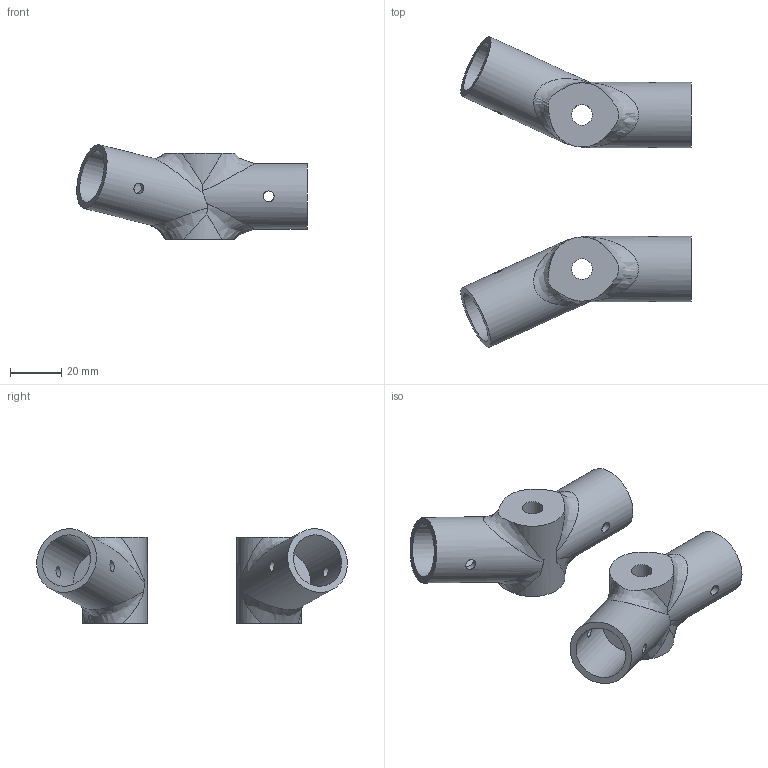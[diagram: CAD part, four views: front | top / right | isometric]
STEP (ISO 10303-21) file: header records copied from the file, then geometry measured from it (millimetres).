
FILE_DESCRIPTION(/* description */ (''),/* implementation_level */ '2;1');
FILE_NAME(/* name */ 'Back Articulation Ext v10.stp',/* time_stamp */ '2020-12-05T18:15:55+01:00',/* author */ (''),/* organization */ (''),/* preprocessor_version */ 'ST-DEVELOPER v18.1',/* originating_system */ 'Autodesk Translation Framework v9.3.0.1241',/* authorisation */ '');
FILE_SCHEMA (('AUTOMOTIVE_DESIGN { 1 0 10303 214 3 1 1 }'));
Length unit declared in the file: millimetre
Products named in the file (3): Back Articulation Ext; Articul back 2 - LEFT; Articul back 2 - RIGHT
Assembly tree (2 placements, depth 2):
  Back Articulation Ext
    Articul back 2 - LEFT
    Articul back 2 - RIGHT
Bounding box: 89.68 x 120.9 x 36.88 mm (x, y, z)
Volume: 60568.1 mm3; surface area: 27430.1 mm2
Topology: 2 solids, 2 shells, 48 faces, 154 edges, 106 vertices
Faces by surface type: cylinder 24, plane 16, bspline 8
Full cylindrical faces by diameter (mm): 4.2 x8, 8.1 x2, 20.5 x4, 25.5 x4
Entity records: 4119 total; most frequent: CARTESIAN_POINT 2815, ORIENTED_EDGE 308, DIRECTION 178, EDGE_CURVE 154, VERTEX_POINT 106, B_SPLINE_CURVE_WITH_KNOTS 96, AXIS2_PLACEMENT_3D 75, EDGE_LOOP 64
